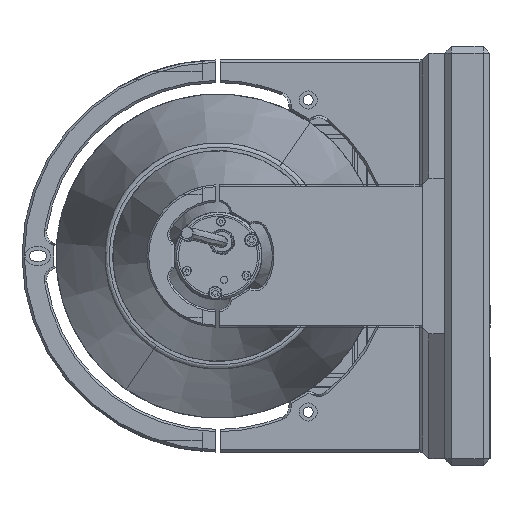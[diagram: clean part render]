
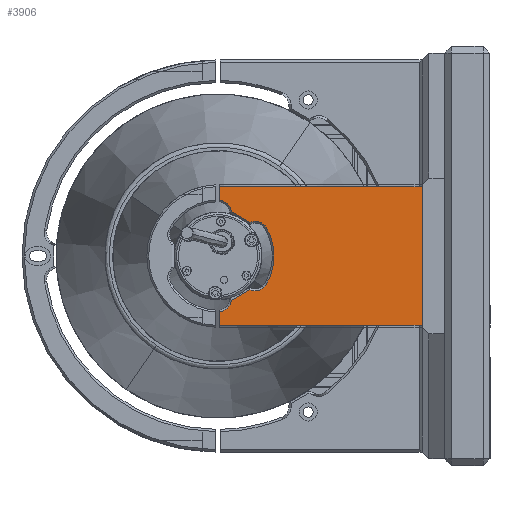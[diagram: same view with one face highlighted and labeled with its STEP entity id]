
A CAD part, left-side view. The second image highlights one B-rep face of the part: STEP entity #3906.
In plain terms, the highlighted planar face has unit normal (1, 0, 0).
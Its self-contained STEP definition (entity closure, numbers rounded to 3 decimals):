
#1041 = AXIS2_PLACEMENT_3D ( 'NONE', #12361, #37047, #15863 ) ;
#1235 = ORIENTED_EDGE ( 'NONE', *, *, #42103, .F. ) ;
#1349 = CARTESIAN_POINT ( 'NONE',  ( -734.196, 100., 0. ) ) ;
#1412 = CARTESIAN_POINT ( 'NONE',  ( -734.196, 99.25, 64.676 ) ) ;
#2027 = ORIENTED_EDGE ( 'NONE', *, *, #42217, .F. ) ;
#2090 = CARTESIAN_POINT ( 'NONE',  ( -734.196, 85.956, -14.87 ) ) ;
#2203 = VERTEX_POINT ( 'NONE', #29259 ) ;
#2374 = AXIS2_PLACEMENT_3D ( 'NONE', #29670, #8526, #33198 ) ;
#2697 = LINE ( 'NONE', #33816, #39122 ) ;
#3087 = EDGE_CURVE ( 'NONE', #14419, #37686, #7695, .T. ) ;
#3373 = VERTEX_POINT ( 'NONE', #24690 ) ;
#3783 = ORIENTED_EDGE ( 'NONE', *, *, #29103, .F. ) ;
#3906 = ADVANCED_FACE ( 'NONE', ( #42409 ), #8286, .F. ) ;
#4303 = EDGE_CURVE ( 'NONE', #17681, #14419, #15818, .T. ) ;
#4902 = DIRECTION ( 'NONE',  ( 0., 0., 1. ) ) ;
#4999 = CARTESIAN_POINT ( 'NONE',  ( -734.196, 83.681, 9.535 ) ) ;
#7505 = CARTESIAN_POINT ( 'NONE',  ( -734.196, 99.902, 18.9 ) ) ;
#7695 = CIRCLE ( 'NONE', #2374, 24.7 ) ;
#8190 = CARTESIAN_POINT ( 'NONE',  ( -734.196, 83.681, 15.335 ) ) ;
#8286 = PLANE ( 'NONE',  #39054 ) ;
#8526 = DIRECTION ( 'NONE',  ( 1., 0., 0. ) ) ;
#8542 = DIRECTION ( 'NONE',  ( 0., 0., 1. ) ) ;
#9150 = VECTOR ( 'NONE', #22560, 1000. ) ;
#9343 = DIRECTION ( 'NONE',  ( 0., 0., 1. ) ) ;
#9626 = CARTESIAN_POINT ( 'NONE',  ( -734.196, 85.956, -14.87 ) ) ;
#9782 = DIRECTION ( 'NONE',  ( 1., 0., 0. ) ) ;
#9941 = EDGE_CURVE ( 'NONE', #35873, #16603, #2697, .T. ) ;
#11088 = DIRECTION ( 'NONE',  ( 0., 0., 1. ) ) ;
#11546 = AXIS2_PLACEMENT_3D ( 'NONE', #16266, #40969, #19826 ) ;
#12361 = CARTESIAN_POINT ( 'NONE',  ( -734.196, 99.902, -18.9 ) ) ;
#14306 = CIRCLE ( 'NONE', #19273, 5.8 ) ;
#14419 = VERTEX_POINT ( 'NONE', #22159 ) ;
#14502 = ORIENTED_EDGE ( 'NONE', *, *, #28326, .F. ) ;
#15420 = DIRECTION ( 'NONE',  ( 0., 0., 1. ) ) ;
#15782 = ORIENTED_EDGE ( 'NONE', *, *, #18215, .F. ) ;
#15818 = CIRCLE ( 'NONE', #32616, 5.8 ) ;
#15863 = DIRECTION ( 'NONE',  ( 0., 0., 1. ) ) ;
#16266 = CARTESIAN_POINT ( 'NONE',  ( -734.196, 83.681, -9.535 ) ) ;
#16383 = ORIENTED_EDGE ( 'NONE', *, *, #42110, .T. ) ;
#16603 = VERTEX_POINT ( 'NONE', #37267 ) ;
#17195 = VERTEX_POINT ( 'NONE', #22598 ) ;
#17681 = VERTEX_POINT ( 'NONE', #8190 ) ;
#18133 = LINE ( 'NONE', #34007, #45142 ) ;
#18215 = EDGE_CURVE ( 'NONE', #3373, #17195, #21158, .T. ) ;
#18536 = LINE ( 'NONE', #1412, #44426 ) ;
#19192 = CARTESIAN_POINT ( 'NONE',  ( -734.196, 10., 30.6 ) ) ;
#19273 = AXIS2_PLACEMENT_3D ( 'NONE', #4999, #29691, #8542 ) ;
#19770 = DIRECTION ( 'NONE',  ( 0., 1., 0. ) ) ;
#19799 = EDGE_LOOP ( 'NONE', ( #35605, #27236, #15782, #16383, #35201, #14502, #1235, #20985, #2027, #3783, #29347, #27035, #23877 ) ) ;
#19826 = DIRECTION ( 'NONE',  ( 0., 0., 1. ) ) ;
#20985 = ORIENTED_EDGE ( 'NONE', *, *, #22093, .T. ) ;
#21158 = CIRCLE ( 'NONE', #22400, 5.8 ) ;
#22093 = EDGE_CURVE ( 'NONE', #27859, #2203, #30659, .T. ) ;
#22159 = CARTESIAN_POINT ( 'NONE',  ( -734.196, 78.673, 12.461 ) ) ;
#22306 = EDGE_CURVE ( 'NONE', #17195, #38126, #31728, .T. ) ;
#22336 = VECTOR ( 'NONE', #31740, 1000. ) ;
#22386 = VECTOR ( 'NONE', #40826, 1000. ) ;
#22400 = AXIS2_PLACEMENT_3D ( 'NONE', #7505, #32235, #11088 ) ;
#22476 = CARTESIAN_POINT ( 'NONE',  ( -734.196, 10., -30.6 ) ) ;
#22484 = LINE ( 'NONE', #2090, #40133 ) ;
#22560 = DIRECTION ( 'NONE',  ( 0., -1., 0. ) ) ;
#22598 = CARTESIAN_POINT ( 'NONE',  ( -734.196, 94.144, 19.598 ) ) ;
#23396 = CARTESIAN_POINT ( 'NONE',  ( -734.196, 99.25, -30.6 ) ) ;
#23877 = ORIENTED_EDGE ( 'NONE', *, *, #4303, .F. ) ;
#24568 = CIRCLE ( 'NONE', #1041, 5.8 ) ;
#24690 = CARTESIAN_POINT ( 'NONE',  ( -734.196, 99.25, 24.663 ) ) ;
#25016 = CARTESIAN_POINT ( 'NONE',  ( -734.196, 94.144, -19.598 ) ) ;
#26036 = DIRECTION ( 'NONE',  ( -1., 0., 0. ) ) ;
#26451 = VERTEX_POINT ( 'NONE', #22476 ) ;
#27035 = ORIENTED_EDGE ( 'NONE', *, *, #3087, .F. ) ;
#27236 = ORIENTED_EDGE ( 'NONE', *, *, #22306, .F. ) ;
#27399 = CARTESIAN_POINT ( 'NONE',  ( -734.196, 85.956, 14.87 ) ) ;
#27859 = VERTEX_POINT ( 'NONE', #23396 ) ;
#27907 = LINE ( 'NONE', #43645, #9150 ) ;
#28028 = CARTESIAN_POINT ( 'NONE',  ( -734.196, 94.144, 19.598 ) ) ;
#28326 = EDGE_CURVE ( 'NONE', #26451, #35873, #18133, .T. ) ;
#29103 = EDGE_CURVE ( 'NONE', #37420, #33591, #22484, .T. ) ;
#29259 = CARTESIAN_POINT ( 'NONE',  ( -734.196, 99.25, -24.663 ) ) ;
#29347 = ORIENTED_EDGE ( 'NONE', *, *, #31471, .F. ) ;
#29651 = CARTESIAN_POINT ( 'NONE',  ( -734.196, 78.673, -12.461 ) ) ;
#29670 = CARTESIAN_POINT ( 'NONE',  ( -734.196, 100., 0. ) ) ;
#29691 = DIRECTION ( 'NONE',  ( 1., 0., 0. ) ) ;
#29905 = CIRCLE ( 'NONE', #11546, 5.8 ) ;
#30659 = LINE ( 'NONE', #37269, #22386 ) ;
#30936 = CARTESIAN_POINT ( 'NONE',  ( -734.196, 83.681, 9.535 ) ) ;
#31471 = EDGE_CURVE ( 'NONE', #37686, #37420, #29905, .T. ) ;
#31728 = LINE ( 'NONE', #28028, #22336 ) ;
#31740 = DIRECTION ( 'NONE',  ( 0., -0.866, -0.5 ) ) ;
#32235 = DIRECTION ( 'NONE',  ( 1., 0., 0. ) ) ;
#32616 = AXIS2_PLACEMENT_3D ( 'NONE', #30936, #9782, #34450 ) ;
#33198 = DIRECTION ( 'NONE',  ( 0., 1., 0. ) ) ;
#33591 = VERTEX_POINT ( 'NONE', #25016 ) ;
#33816 = CARTESIAN_POINT ( 'NONE',  ( -734.196, 100., 30.6 ) ) ;
#34007 = CARTESIAN_POINT ( 'NONE',  ( -734.196, 10., 0. ) ) ;
#34450 = DIRECTION ( 'NONE',  ( 0., 0., 1. ) ) ;
#34993 = EDGE_CURVE ( 'NONE', #38126, #17681, #14306, .T. ) ;
#35201 = ORIENTED_EDGE ( 'NONE', *, *, #9941, .F. ) ;
#35605 = ORIENTED_EDGE ( 'NONE', *, *, #34993, .F. ) ;
#35873 = VERTEX_POINT ( 'NONE', #19192 ) ;
#37047 = DIRECTION ( 'NONE',  ( 1., 0., 0. ) ) ;
#37267 = CARTESIAN_POINT ( 'NONE',  ( -734.196, 99.25, 30.6 ) ) ;
#37269 = CARTESIAN_POINT ( 'NONE',  ( -734.196, 99.25, 64.676 ) ) ;
#37420 = VERTEX_POINT ( 'NONE', #9626 ) ;
#37686 = VERTEX_POINT ( 'NONE', #29651 ) ;
#38126 = VERTEX_POINT ( 'NONE', #27399 ) ;
#39054 = AXIS2_PLACEMENT_3D ( 'NONE', #1349, #26036, #4902 ) ;
#39122 = VECTOR ( 'NONE', #19770, 1000. ) ;
#40133 = VECTOR ( 'NONE', #40815, 1000. ) ;
#40815 = DIRECTION ( 'NONE',  ( 0., 0.866, -0.5 ) ) ;
#40826 = DIRECTION ( 'NONE',  ( 0., 0., 1. ) ) ;
#40969 = DIRECTION ( 'NONE',  ( 1., 0., 0. ) ) ;
#42103 = EDGE_CURVE ( 'NONE', #27859, #26451, #27907, .T. ) ;
#42110 = EDGE_CURVE ( 'NONE', #3373, #16603, #18536, .T. ) ;
#42217 = EDGE_CURVE ( 'NONE', #33591, #2203, #24568, .T. ) ;
#42409 = FACE_OUTER_BOUND ( 'NONE', #19799, .T. ) ;
#43645 = CARTESIAN_POINT ( 'NONE',  ( -734.196, 100., -30.6 ) ) ;
#44426 = VECTOR ( 'NONE', #15420, 1000. ) ;
#45142 = VECTOR ( 'NONE', #9343, 1000. ) ;
